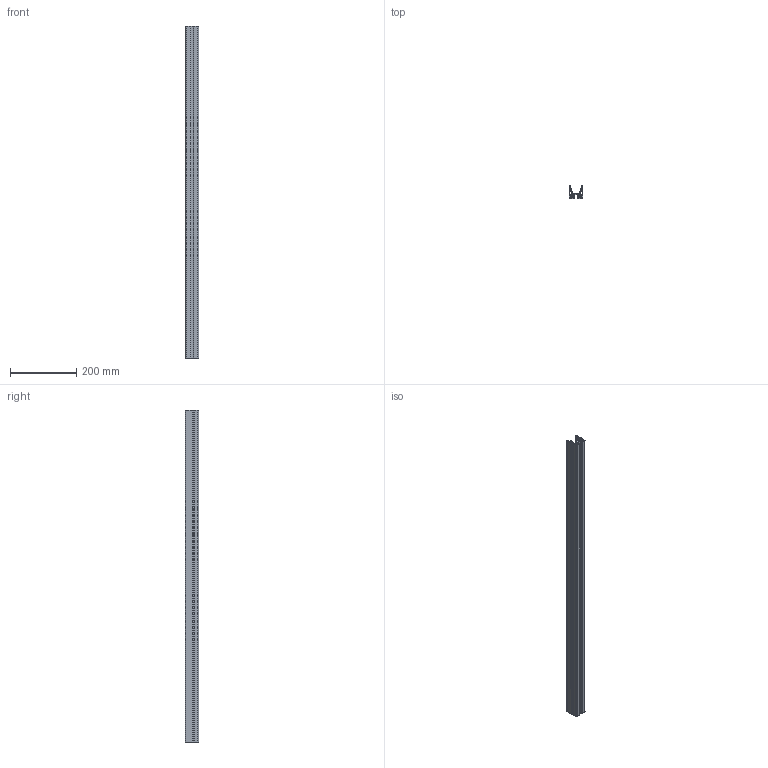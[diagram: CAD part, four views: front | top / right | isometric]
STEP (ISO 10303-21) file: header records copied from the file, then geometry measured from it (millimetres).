
FILE_DESCRIPTION(/* description */ (''),/* implementation_level */ '2;1');
FILE_NAME(/* name */ '13240_KriTec_Rollenschiene_8_40x40_natur.stp',/* time_stamp */ '2015-08-11T16:44:34+02:00',/* author */ ('kostic'),/* organization */ (''),/* preprocessor_version */ 'ST-DEVELOPER v15.2',/* originating_system */ 'Autodesk Inventor 2014',/* authorisation */ '');
FILE_SCHEMA (('CONFIG_CONTROL_DESIGN'));
Length unit declared in the file: millimetre
Products named in the file (1): 13240_KriTec_Rollenschiene_8_40x40_natur
Bounding box: 40 x 40 x 1000 mm (x, y, z)
Volume: 473307.1 mm3; surface area: 380376.8 mm2
Topology: 1 solids, 1 shells, 196 faces, 582 edges, 388 vertices
Faces by surface type: cylinder 120, plane 76
Entity records: 6698 total; most frequent: DIRECTION 1216, CARTESIAN_POINT 1167, ORIENTED_EDGE 1164, EDGE_CURVE 582, AXIS2_PLACEMENT_3D 437, VERTEX_POINT 388, LINE 342, VECTOR 342
